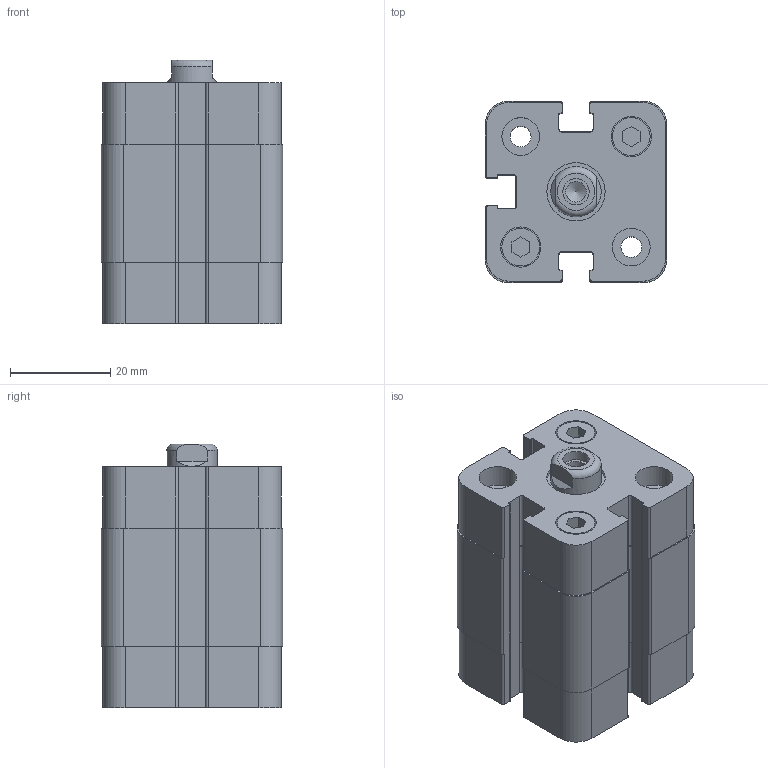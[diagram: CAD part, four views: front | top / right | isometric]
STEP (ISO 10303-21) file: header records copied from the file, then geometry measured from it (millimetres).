
FILE_DESCRIPTION(/* description */ (''),/* implementation_level */ '2;1');
FILE_NAME(/* name */ 'dmu-20-1000.stp',/* time_stamp */ '2015-10-30T12:29:56+01:00',/* author */ (''),/* organization */ (''),/* preprocessor_version */ 'ST-DEVELOPER v15.2',/* originating_system */ 'Autodesk Translator Framework v2.0.0.5431',/* authorisation */ '');
FILE_SCHEMA (('AUTOMOTIVE_DESIGN { 1 0 10303 214 3 1 1 }'));
Length unit declared in the file: centimetre
Products named in the file (1): (Unsaved)
Bounding box: 36.1 x 36.1 x 52.5 mm (x, y, z)
Volume: 53063.7 mm3; surface area: 13827.5 mm2
Topology: 1 solids, 1 shells, 1001 faces, 2775 edges, 1823 vertices
Faces by surface type: bspline 641, plane 277, cylinder 81, cone 1, torus 1
Full cylindrical faces by diameter (mm): 4.134 x5, 5.25 x1, 6 x1, 7.5 x8, 8 x4, 10 x1, 11.6 x1
Entity records: 37590 total; most frequent: CARTESIAN_POINT 16396, ORIENTED_EDGE 5538, EDGE_CURVE 2749, DIRECTION 2345, VERTEX_POINT 1820, B_SPLINE_CURVE_WITH_KNOTS 1292, LINE 1291, VECTOR 1291
